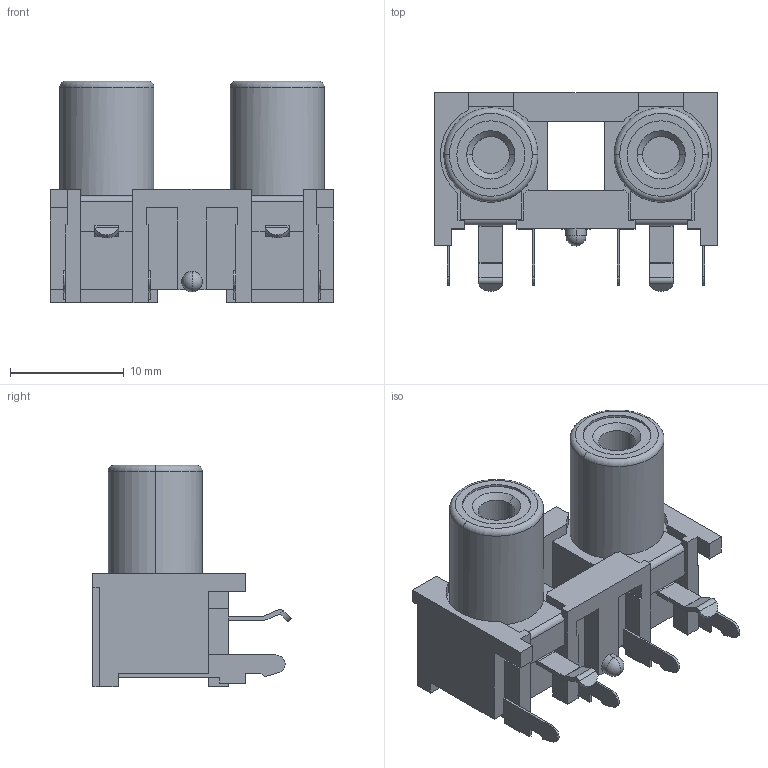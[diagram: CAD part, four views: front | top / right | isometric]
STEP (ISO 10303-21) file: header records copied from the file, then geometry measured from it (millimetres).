
FILE_DESCRIPTION (( 'STEP AP214' ), '1' );
FILE_NAME ('PJRAN2X1U01AUX.STEP', '2020-05-22T09:39:21', ( '' ), ( '' ), 'SwSTEP 2.0', 'SolidWorks 2017', '' );
FILE_SCHEMA (( 'AUTOMOTIVE_DESIGN' ));
Length unit declared in the file: millimetre
Products named in the file (1): PJRAN2X1U01AUX
Bounding box: 25 x 17.5 x 19.5 mm (x, y, z)
Volume: 2946.7 mm3; surface area: 3692.9 mm2
Topology: 9 solids, 9 shells, 280 faces, 744 edges, 483 vertices
Faces by surface type: plane 204, cylinder 66, cone 4, torus 4, sphere 2
Entity records: 8738 total; most frequent: CARTESIAN_POINT 1550, ORIENTED_EDGE 1480, DIRECTION 1446, EDGE_CURVE 740, LINE 580, VECTOR 580, VERTEX_POINT 481, AXIS2_PLACEMENT_3D 433
